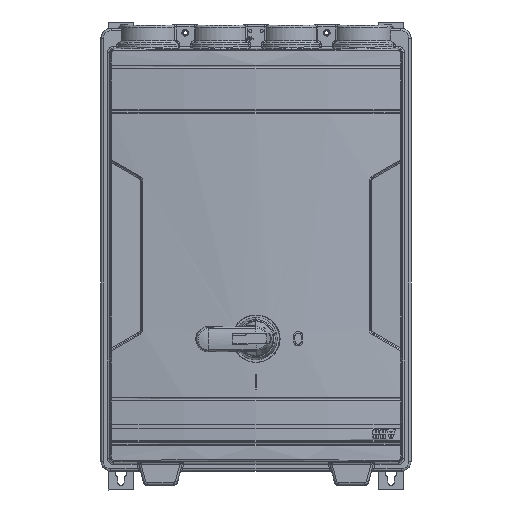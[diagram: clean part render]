
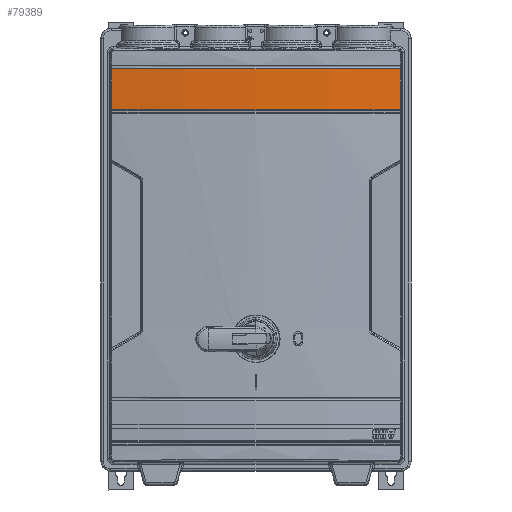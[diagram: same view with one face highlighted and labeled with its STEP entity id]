
A CAD part, front view. The second image highlights one B-rep face of the part: STEP entity #79389.
In plain terms, the highlighted cylindrical face has radius 1500 mm (diameter 3000 mm), a partial arc.
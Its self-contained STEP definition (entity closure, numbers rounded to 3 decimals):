
#18187=CARTESIAN_POINT('',(-2.29,1416.023,
289.172));
#18188=DIRECTION('',(0.,0.,-1.));
#18189=DIRECTION('',(0.151,-0.989,0.));
#18190=AXIS2_PLACEMENT_3D('',#18187,#18188,#18189);
#21473=DIRECTION('',(0.,0.,-1.));
#21474=VECTOR('',#21473,64.343);
#21475=CARTESIAN_POINT('',(-228.862,-66.766,
289.172));
#21476=LINE('',#21475,#21474);
#21511=DIRECTION('',(0.,0.,-1.));
#21512=VECTOR('',#21511,64.343);
#21513=CARTESIAN_POINT('',(224.283,-66.766,
289.172));
#21514=LINE('',#21513,#21512);
#29253=CARTESIAN_POINT('',(-2.29,1416.023,
224.828));
#29254=DIRECTION('',(0.,0.,1.));
#29255=DIRECTION('',(-0.151,-0.989,0.));
#29256=AXIS2_PLACEMENT_3D('',#29253,#29254,#29255);
#44841=CARTESIAN_POINT('',(-228.862,-66.766,
289.172));
#44842=VERTEX_POINT('',#44841);
#44843=CARTESIAN_POINT('',(224.283,-66.766,
289.172));
#44844=VERTEX_POINT('',#44843);
#45183=CARTESIAN_POINT('',(-228.862,-66.766,
224.828));
#45184=VERTEX_POINT('',#45183);
#45185=CARTESIAN_POINT('',(224.283,-66.766,
224.828));
#45186=VERTEX_POINT('',#45185);
#79376=CARTESIAN_POINT('',(-2.29,1416.023,322.));
#79377=DIRECTION('',(0.,0.,-1.));
#79378=DIRECTION('',(1.,0.,0.));
#79379=AXIS2_PLACEMENT_3D('',#79376,#79377,#79378);
#79380=CYLINDRICAL_SURFACE('',#79379,1500.);
#79381=ORIENTED_EDGE('',*,*,#73667,.F.);
#79383=ORIENTED_EDGE('',*,*,#79382,.T.);
#79385=ORIENTED_EDGE('',*,*,#79384,.F.);
#79386=ORIENTED_EDGE('',*,*,#79368,.F.);
#79387=EDGE_LOOP('',(#79381,#79383,#79385,#79386));
#79388=FACE_OUTER_BOUND('',#79387,.F.);
#18191=CIRCLE('',#18190,1500.);
#29257=CIRCLE('',#29256,1500.);
#73667=EDGE_CURVE('',#44844,#44842,#18191,.T.);
#79368=EDGE_CURVE('',#44842,#45184,#21476,.T.);
#79382=EDGE_CURVE('',#44844,#45186,#21514,.T.);
#79384=EDGE_CURVE('',#45184,#45186,#29257,.T.);
#79389=ADVANCED_FACE('',(#79388),#79380,.T.);
